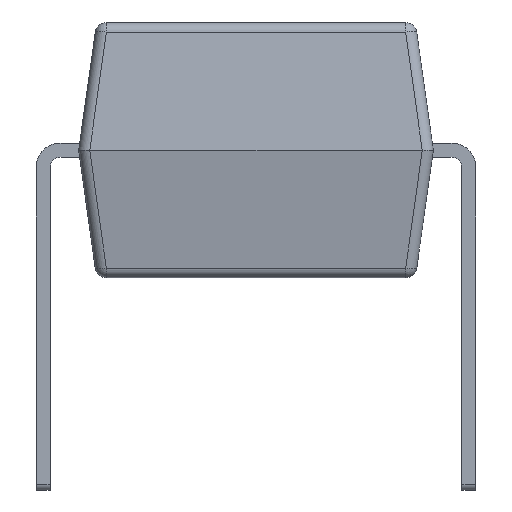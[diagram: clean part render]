
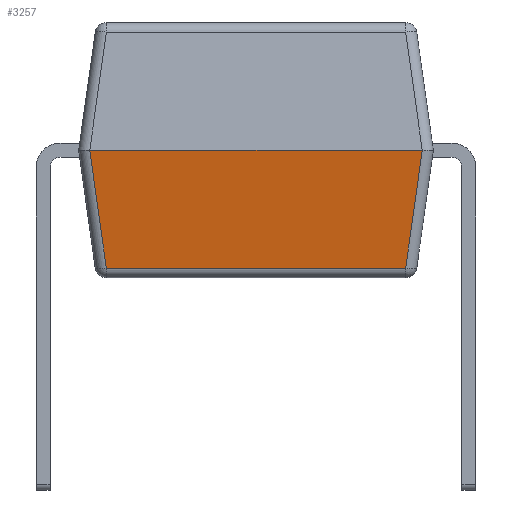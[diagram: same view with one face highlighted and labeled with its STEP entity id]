
A CAD part, left-side view. The second image highlights one B-rep face of the part: STEP entity #3257.
In plain terms, the highlighted planar face has unit normal (-0.99, 0, -0.139).
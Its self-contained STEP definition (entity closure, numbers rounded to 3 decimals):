
#205 = DIRECTION ( 'NONE',  ( -0.99, 0., -0.139 ) ) ;
#322 = EDGE_CURVE ( 'NONE', #1940, #11092, #8044, .T. ) ;
#357 = LINE ( 'NONE', #20175, #14506 ) ;
#1460 = EDGE_CURVE ( 'NONE', #9461, #1940, #9976, .T. ) ;
#1784 = DIRECTION ( 'NONE',  ( -0.138, -0.138, 0.981 ) ) ;
#1940 = VERTEX_POINT ( 'NONE', #7431 ) ;
#3257 = ADVANCED_FACE ( 'NONE', ( #20374 ), #8617, .T. ) ;
#3635 = CARTESIAN_POINT ( 'NONE',  ( -4.8, 3.175, 0. ) ) ;
#3960 = LINE ( 'NONE', #3635, #12509 ) ;
#4659 = ORIENTED_EDGE ( 'NONE', *, *, #14328, .F. ) ;
#5000 = EDGE_CURVE ( 'NONE', #11092, #19745, #357, .T. ) ;
#7431 = CARTESIAN_POINT ( 'NONE',  ( -4.503, 2.68, -2.113 ) ) ;
#8044 = LINE ( 'NONE', #14734, #12470 ) ;
#8617 = PLANE ( 'NONE',  #21397 ) ;
#9461 = VERTEX_POINT ( 'NONE', #10338 ) ;
#9777 = CARTESIAN_POINT ( 'NONE',  ( -4.804, 2.981, 0.027 ) ) ;
#9976 = LINE ( 'NONE', #9777, #17070 ) ;
#10338 = CARTESIAN_POINT ( 'NONE',  ( -4.8, 2.977, 0. ) ) ;
#10376 = DIRECTION ( 'NONE',  ( 0., -1., 0. ) ) ;
#10500 = DIRECTION ( 'NONE',  ( -0.139, 0., 0.99 ) ) ;
#11092 = VERTEX_POINT ( 'NONE', #12304 ) ;
#12304 = CARTESIAN_POINT ( 'NONE',  ( -4.503, -2.68, -2.113 ) ) ;
#12470 = VECTOR ( 'NONE', #18453, 1000. ) ;
#12502 = ORIENTED_EDGE ( 'NONE', *, *, #5000, .T. ) ;
#12509 = VECTOR ( 'NONE', #10376, 1000. ) ;
#14106 = EDGE_LOOP ( 'NONE', ( #4659, #17778, #15056, #12502 ) ) ;
#14328 = EDGE_CURVE ( 'NONE', #9461, #19745, #3960, .T. ) ;
#14506 = VECTOR ( 'NONE', #1784, 1000. ) ;
#14734 = CARTESIAN_POINT ( 'NONE',  ( -4.503, -2.854, -2.113 ) ) ;
#15056 = ORIENTED_EDGE ( 'NONE', *, *, #322, .T. ) ;
#15296 = CARTESIAN_POINT ( 'NONE',  ( -4.8, 3.175, 0. ) ) ;
#16764 = DIRECTION ( 'NONE',  ( 0.138, -0.138, -0.981 ) ) ;
#17070 = VECTOR ( 'NONE', #16764, 1000. ) ;
#17778 = ORIENTED_EDGE ( 'NONE', *, *, #1460, .T. ) ;
#18078 = CARTESIAN_POINT ( 'NONE',  ( -4.8, -2.977, 0. ) ) ;
#18453 = DIRECTION ( 'NONE',  ( 0., -1., 0. ) ) ;
#19745 = VERTEX_POINT ( 'NONE', #18078 ) ;
#20175 = CARTESIAN_POINT ( 'NONE',  ( -4.683, -2.86, -0.832 ) ) ;
#20374 = FACE_OUTER_BOUND ( 'NONE', #14106, .T. ) ;
#21397 = AXIS2_PLACEMENT_3D ( 'NONE', #15296, #205, #10500 ) ;
